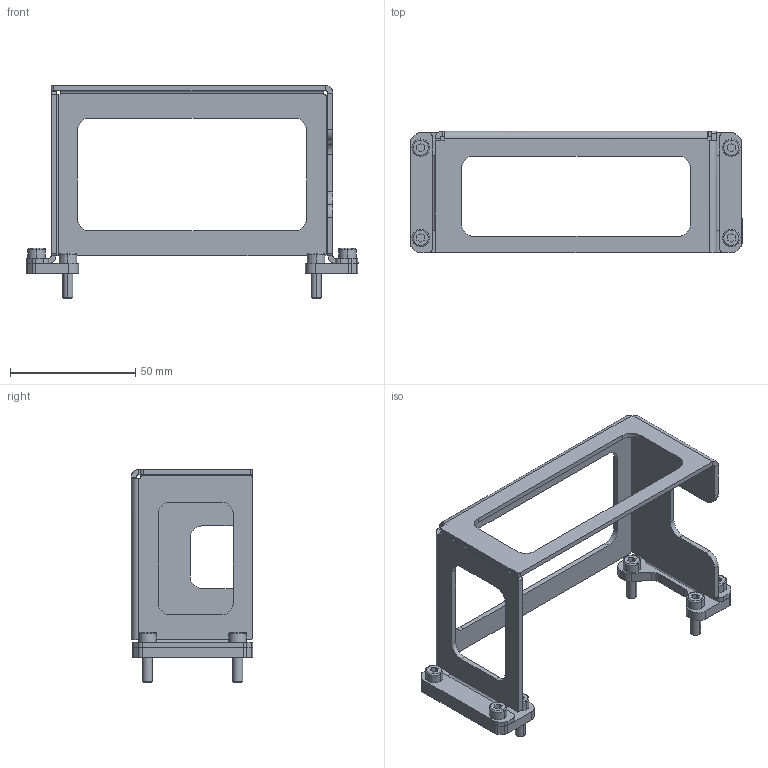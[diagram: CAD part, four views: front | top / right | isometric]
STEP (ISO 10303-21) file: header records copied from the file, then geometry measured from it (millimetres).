
FILE_DESCRIPTION (( 'STEP AP203' ), '1' );
FILE_NAME ('P7250.STEP', '2020-04-28T09:54:29', ( '' ), ( '' ), 'SwSTEP 2.0', 'SolidWorks 2019', '' );
FILE_SCHEMA (( 'CONFIG_CONTROL_DESIGN' ));
Length unit declared in the file: millimetre
Products named in the file (1): P7250
Bounding box: 132.5 x 48.5 x 85 mm (x, y, z)
Volume: 29207.5 mm3; surface area: 31419.6 mm2
Topology: 11 solids, 11 shells, 336 faces, 822 edges, 524 vertices
Faces by surface type: plane 180, cylinder 124, cone 16, torus 16
Entity records: 10015 total; most frequent: DIRECTION 1776, CARTESIAN_POINT 1739, ORIENTED_EDGE 1644, EDGE_CURVE 822, AXIS2_PLACEMENT_3D 625, LINE 526, VECTOR 526, VERTEX_POINT 524
